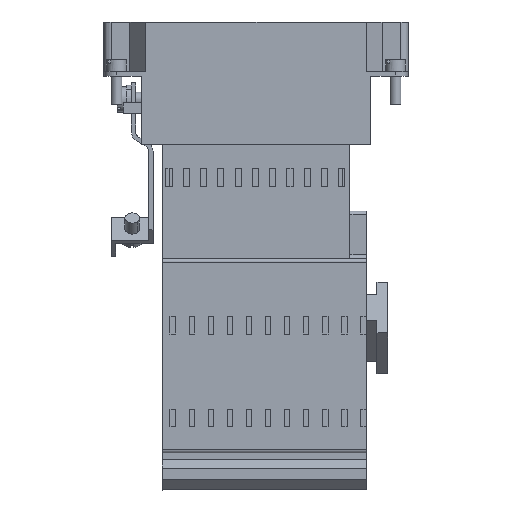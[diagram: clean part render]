
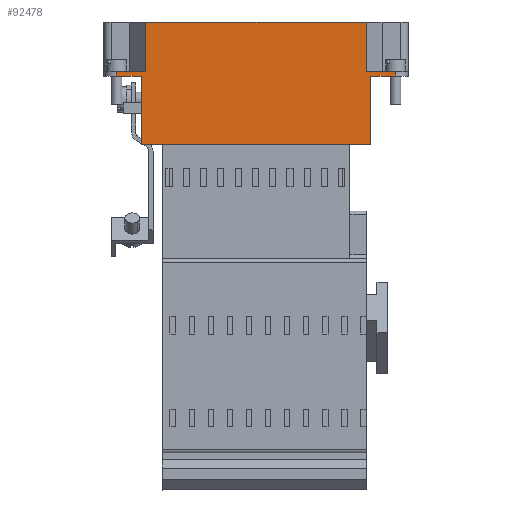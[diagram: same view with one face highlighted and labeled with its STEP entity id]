
A CAD part, top view. The second image highlights one B-rep face of the part: STEP entity #92478.
In plain terms, the highlighted planar face has unit normal (0, 0, 1).
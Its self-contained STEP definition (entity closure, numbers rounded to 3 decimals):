
#26804=DIRECTION('',(-1.,0.,0.));
#26805=VECTOR('',#26804,63.7);
#26806=CARTESIAN_POINT('',(31.848,-18.9,17.));
#26807=LINE('',#26806,#26805);
#27322=DIRECTION('',(0.,1.,0.));
#27323=VECTOR('',#27322,18.9);
#27324=CARTESIAN_POINT('',(-31.852,-18.9,16.998));
#27325=LINE('',#27324,#27323);
#27826=DIRECTION('',(1.,0.,0.));
#27827=VECTOR('',#27826,6.9);
#27828=CARTESIAN_POINT('',(-38.752,0.,16.998));
#27829=LINE('',#27828,#27827);
#27830=DIRECTION('',(0.,-1.,0.));
#27831=VECTOR('',#27830,1.2);
#27832=CARTESIAN_POINT('',(-38.752,1.2,16.998));
#27833=LINE('',#27832,#27831);
#27834=DIRECTION('',(-1.,0.,0.));
#27835=VECTOR('',#27834,8.1);
#27836=CARTESIAN_POINT('',(-30.652,1.2,16.998));
#27837=LINE('',#27836,#27835);
#27838=DIRECTION('',(0.,-1.,0.));
#27839=VECTOR('',#27838,13.8);
#27840=CARTESIAN_POINT('',(-30.652,15.,16.998));
#27841=LINE('',#27840,#27839);
#27842=DIRECTION('',(-1.,0.,0.));
#27843=VECTOR('',#27842,61.3);
#27844=CARTESIAN_POINT('',(30.648,15.,17.));
#27845=LINE('',#27844,#27843);
#27846=DIRECTION('',(0.,1.,0.));
#27847=VECTOR('',#27846,13.8);
#27848=CARTESIAN_POINT('',(30.648,1.2,17.));
#27849=LINE('',#27848,#27847);
#27850=DIRECTION('',(-1.,0.,0.));
#27851=VECTOR('',#27850,8.1);
#27852=CARTESIAN_POINT('',(38.748,1.2,17.));
#27853=LINE('',#27852,#27851);
#27854=DIRECTION('',(0.,1.,0.));
#27855=VECTOR('',#27854,1.2);
#27856=CARTESIAN_POINT('',(38.748,0.,17.));
#27857=LINE('',#27856,#27855);
#27858=DIRECTION('',(1.,0.,0.));
#27859=VECTOR('',#27858,6.9);
#27860=CARTESIAN_POINT('',(31.848,0.,17.));
#27861=LINE('',#27860,#27859);
#27862=DIRECTION('',(0.,1.,0.));
#27863=VECTOR('',#27862,18.9);
#27864=CARTESIAN_POINT('',(31.848,-18.9,17.));
#27865=LINE('',#27864,#27863);
#41069=CARTESIAN_POINT('',(38.748,0.,
17.));
#41071=VERTEX_POINT('',#41069);
#41074=CARTESIAN_POINT('',(38.748,1.2,17.));
#41075=VERTEX_POINT('',#41074);
#41156=CARTESIAN_POINT('',(30.648,1.2,17.));
#41157=VERTEX_POINT('',#41156);
#41158=CARTESIAN_POINT('',(30.648,15.,17.));
#41159=VERTEX_POINT('',#41158);
#41284=CARTESIAN_POINT('',(-30.652,1.2,16.998));
#41285=VERTEX_POINT('',#41284);
#41286=CARTESIAN_POINT('',(-30.652,15.,16.998));
#41287=VERTEX_POINT('',#41286);
#41290=CARTESIAN_POINT('',(-38.752,1.2,16.998));
#41291=VERTEX_POINT('',#41290);
#41292=CARTESIAN_POINT('',(-38.752,0.,16.998));
#41294=VERTEX_POINT('',#41292);
#41378=CARTESIAN_POINT('',(-31.852,0.,16.998));
#41379=VERTEX_POINT('',#41378);
#41388=CARTESIAN_POINT('',(31.848,0.,17.));
#41389=VERTEX_POINT('',#41388);
#41390=CARTESIAN_POINT('',(31.848,-18.9,17.));
#41391=VERTEX_POINT('',#41390);
#41392=CARTESIAN_POINT('',(-31.852,-18.9,16.998));
#41393=VERTEX_POINT('',#41392);
#92455=CARTESIAN_POINT('',(-0.002,-1.95,16.999));
#92456=DIRECTION('',(0.,0.,1.));
#92457=DIRECTION('',(-1.,0.,0.));
#92458=AXIS2_PLACEMENT_3D('',#92455,#92456,#92457);
#92459=PLANE('',#92458);
#92460=ORIENTED_EDGE('',*,*,#91943,.T.);
#92461=ORIENTED_EDGE('',*,*,#92327,.F.);
#92462=ORIENTED_EDGE('',*,*,#92372,.F.);
#92463=ORIENTED_EDGE('',*,*,#92384,.F.);
#92464=ORIENTED_EDGE('',*,*,#92412,.F.);
#92465=ORIENTED_EDGE('',*,*,#92096,.F.);
#92467=ORIENTED_EDGE('',*,*,#92466,.F.);
#92469=ORIENTED_EDGE('',*,*,#92468,.F.);
#92471=ORIENTED_EDGE('',*,*,#92470,.F.);
#92473=ORIENTED_EDGE('',*,*,#92472,.F.);
#92474=ORIENTED_EDGE('',*,*,#92019,.F.);
#92475=ORIENTED_EDGE('',*,*,#91236,.T.);
#92476=EDGE_LOOP('',(#92460,#92461,#92462,#92463,#92464,#92465,#92467,#92469,
#92471,#92473,#92474,#92475));
#92477=FACE_OUTER_BOUND('',#92476,.F.);
#92478=ADVANCED_FACE('',(#92477),#92459,.T.);
#91236=EDGE_CURVE('',#41391,#41393,#26807,.T.);
#91943=EDGE_CURVE('',#41393,#41379,#27325,.T.);
#92019=EDGE_CURVE('',#41391,#41389,#27865,.T.);
#92096=EDGE_CURVE('',#41159,#41287,#27845,.T.);
#92327=EDGE_CURVE('',#41294,#41379,#27829,.T.);
#92372=EDGE_CURVE('',#41291,#41294,#27833,.T.);
#92384=EDGE_CURVE('',#41285,#41291,#27837,.T.);
#92412=EDGE_CURVE('',#41287,#41285,#27841,.T.);
#92466=EDGE_CURVE('',#41157,#41159,#27849,.T.);
#92468=EDGE_CURVE('',#41075,#41157,#27853,.T.);
#92470=EDGE_CURVE('',#41071,#41075,#27857,.T.);
#92472=EDGE_CURVE('',#41389,#41071,#27861,.T.);
